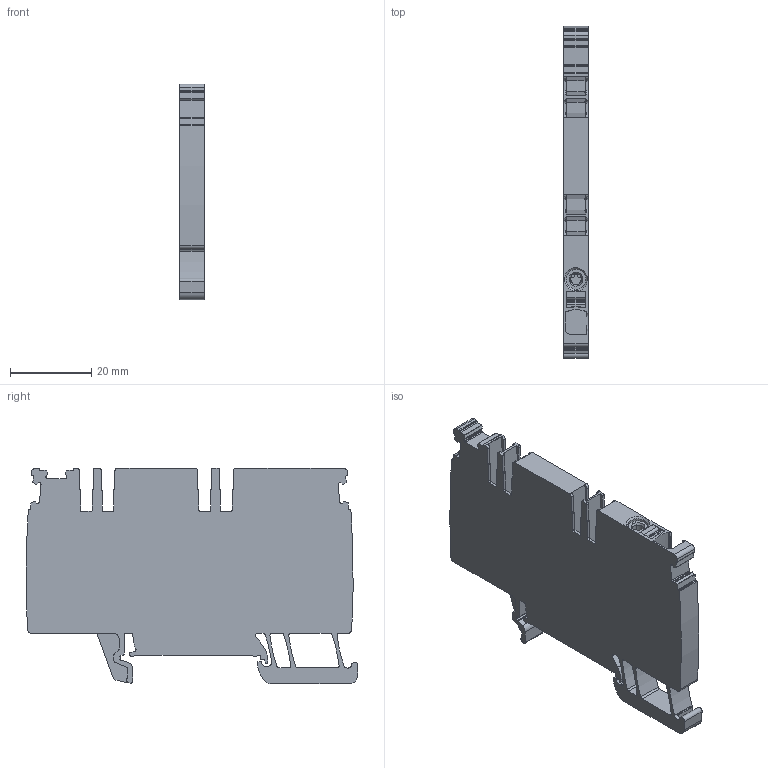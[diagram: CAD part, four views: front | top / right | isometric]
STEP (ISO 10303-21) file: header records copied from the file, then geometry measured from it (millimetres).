
FILE_DESCRIPTION(('CATIA V5R20 STEP214','CAx-IF Rec.Pracs.--- Model Styling and Organization---1.4--- 2014-01-23'),'2;1');
FILE_NAME ('143155-1_1', '2019-02-06T09:50:08+00:00', ('Weidmueller Interface'), ('Weidmueller'), 'CATIA Version 5-6 Release 2016 SP3 HF44', 'CATIA V5 STEP AP214', 'none');
FILE_SCHEMA(('AUTOMOTIVE_DESIGN { 1 0 10303 214 1 1 1 1 }'));
Length unit declared in the file: millimetre
Products named in the file (1): 2582530000_AAP21_4_LI_BL_OR
Bounding box: 6.1 x 81.8 x 53.13 mm (x, y, z)
Volume: 19582.7 mm3; surface area: 10892.1 mm2
Topology: 2 solids, 2 shells, 578 faces, 1673 edges, 1108 vertices
Faces by surface type: cylinder 260, plane 255, extrusion 39, torus 20, cone 4
Entity records: 18664 total; most frequent: CARTESIAN_POINT 3966, ORIENTED_EDGE 3346, DIRECTION 2507, EDGE_CURVE 1673, VERTEX_POINT 1108, VECTOR 1080, LINE 1041, AXIS2_PLACEMENT_3D 980
